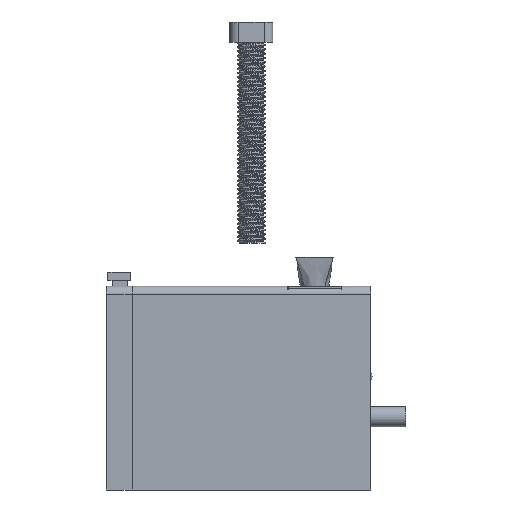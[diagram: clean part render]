
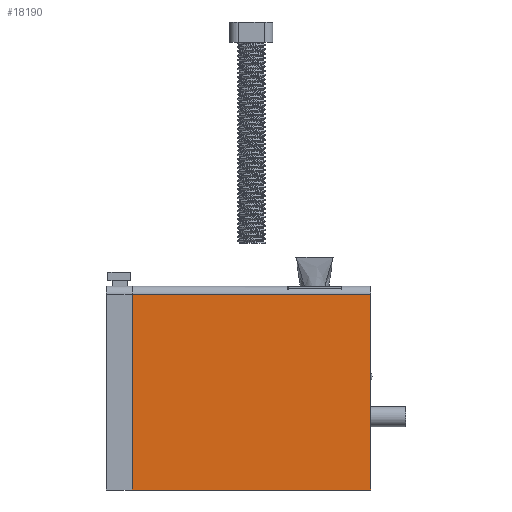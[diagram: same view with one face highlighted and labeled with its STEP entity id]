
A CAD part, left-side view. The second image highlights one B-rep face of the part: STEP entity #18190.
In plain terms, the highlighted planar face has unit normal (-1, 0, 0).
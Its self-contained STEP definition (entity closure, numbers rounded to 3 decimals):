
#1110=PLANE('',#19594);
#2503=FACE_OUTER_BOUND('',#3992,.T.);
#3992=EDGE_LOOP('',(#15821,#15822,#15823,#15824));
#4713=LINE('',#28035,#6083);
#4746=LINE('',#28113,#6116);
#4754=LINE('',#28128,#6124);
#5312=LINE('',#34787,#6682);
#6083=VECTOR('',#22246,10.);
#6116=VECTOR('',#22295,10.);
#6124=VECTOR('',#22307,10.);
#6682=VECTOR('',#23259,10.);
#8335=VERTEX_POINT('',#28032);
#8336=VERTEX_POINT('',#28034);
#8372=VERTEX_POINT('',#28110);
#8373=VERTEX_POINT('',#28112);
#10429=EDGE_CURVE('',#8335,#8336,#4713,.T.);
#10468=EDGE_CURVE('',#8373,#8372,#4746,.T.);
#10476=EDGE_CURVE('',#8336,#8372,#4754,.T.);
#11375=EDGE_CURVE('',#8373,#8335,#5312,.T.);
#15821=ORIENTED_EDGE('',*,*,#10476,.F.);
#15822=ORIENTED_EDGE('',*,*,#10429,.F.);
#15823=ORIENTED_EDGE('',*,*,#11375,.F.);
#15824=ORIENTED_EDGE('',*,*,#10468,.T.);
#18190=ADVANCED_FACE('',(#2503),#1110,.T.);
#19594=AXIS2_PLACEMENT_3D('',#34786,#23257,#23258);
#22246=DIRECTION('',(0.,0.,1.));
#22295=DIRECTION('',(0.,0.,1.));
#22307=DIRECTION('',(0.,-1.,0.));
#23257=DIRECTION('center_axis',(-1.,0.,0.));
#23258=DIRECTION('ref_axis',(0.,0.,-1.));
#23259=DIRECTION('',(0.,1.,0.));
#28032=CARTESIAN_POINT('',(63.5,-48.5,8.1));
#28034=CARTESIAN_POINT('',(63.5,-48.5,76.1));
#28035=CARTESIAN_POINT('',(63.5,-48.5,8.1));
#28110=CARTESIAN_POINT('',(63.5,-131.5,76.1));
#28112=CARTESIAN_POINT('',(63.5,-131.5,8.1));
#28113=CARTESIAN_POINT('',(63.5,-131.5,61.35));
#28128=CARTESIAN_POINT('',(63.5,-130.5,76.1));
#34786=CARTESIAN_POINT('Origin',(63.5,-130.5,79.1));
#34787=CARTESIAN_POINT('',(63.5,-180.5,8.1));
